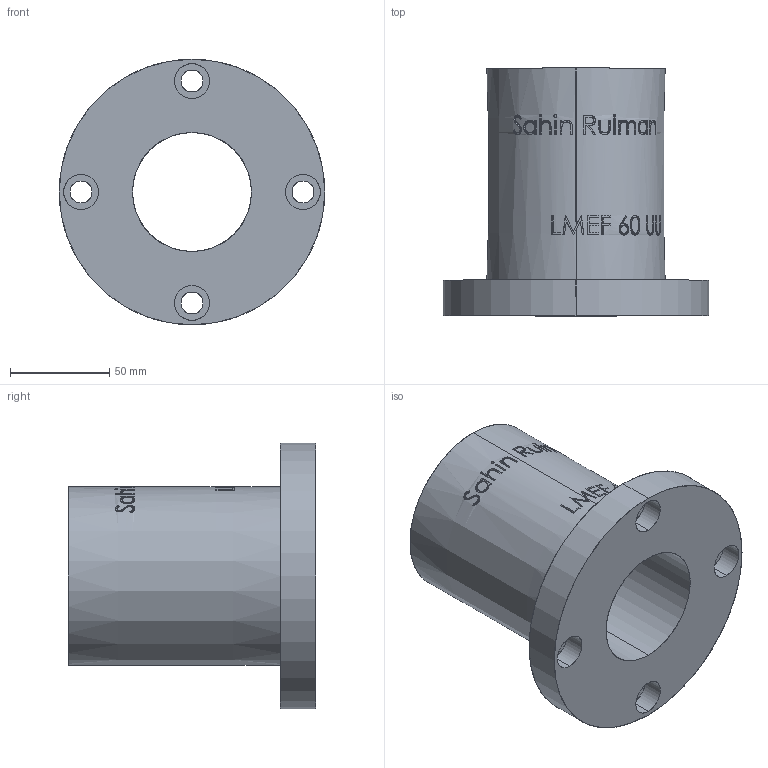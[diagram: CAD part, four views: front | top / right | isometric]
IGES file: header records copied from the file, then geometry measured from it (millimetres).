
Start section: SolidWorks IGES file using analytic representation for surfaces
Global section: file name: LMEF 60 UU.IGS; native system: SolidWorks 2011; preprocessor: SolidWorks 2011; author: Mheart; date: 120310.130308; units: millimetre
Bounding box: 134 x 125 x 134 mm (x, y, z)
Surface area: 87339.7 mm2 (no closed solid volume)
Topology: 0 solids, 0 shells, 287 faces, 4124 edges, 4124 vertices
Faces by surface type: bspline 240, revolution 47
